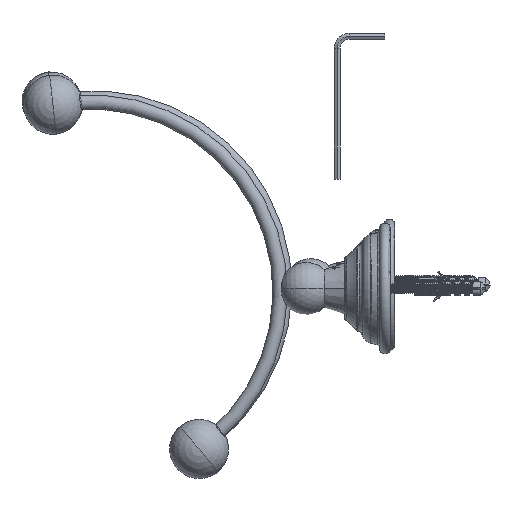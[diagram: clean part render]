
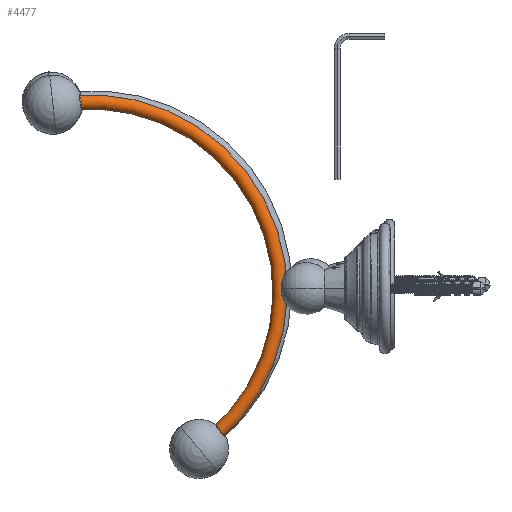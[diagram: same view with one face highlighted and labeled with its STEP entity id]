
A CAD part, left-side view. The second image highlights one B-rep face of the part: STEP entity #4477.
In plain terms, the highlighted toroidal (fillet/blend) face has major radius 80 mm and minor radius 3 mm.
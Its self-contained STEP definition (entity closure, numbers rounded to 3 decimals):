
#4359=CARTESIAN_POINT('',(-76.622,0.,-57.));
#4360=DIRECTION('',(0.288,0.,0.958));
#4361=DIRECTION('',(-0.958,0.,0.288));
#4362=AXIS2_PLACEMENT_3D('',#4359,#4360,#4361);
#4364=CARTESIAN_POINT('',(0.,0.,-80.));
#4365=DIRECTION('',(0.,1.,0.));
#4366=DIRECTION('',(-0.958,0.,0.288));
#4367=AXIS2_PLACEMENT_3D('',#4364,#4365,#4366);
#4374=CARTESIAN_POINT('',(0.,0.,-80.));
#4375=DIRECTION('',(0.,1.,0.));
#4376=DIRECTION('',(-0.958,0.,0.288));
#4377=AXIS2_PLACEMENT_3D('',#4374,#4375,#4376);
#4388=CARTESIAN_POINT('',(76.628,0.,-57.017));
#4389=DIRECTION('',(0.287,0.,-0.958));
#4390=DIRECTION('',(0.958,0.,0.287));
#4391=AXIS2_PLACEMENT_3D('',#4388,#4389,#4390);
#4411=CARTESIAN_POINT('',(-73.749,0.,-57.863));
#4412=CARTESIAN_POINT('',(-79.496,0.,-56.138));
#4413=VERTEX_POINT('',#4411);
#4414=VERTEX_POINT('',#4412);
#4415=CARTESIAN_POINT('',(73.754,0.,-57.879));
#4416=CARTESIAN_POINT('',(79.501,0.,-56.155));
#4417=VERTEX_POINT('',#4415);
#4418=VERTEX_POINT('',#4416);
#4463=CARTESIAN_POINT('',(0.,0.,-80.));
#4464=DIRECTION('',(0.,1.,0.));
#4465=DIRECTION('',(0.958,0.,-0.288));
#4466=AXIS2_PLACEMENT_3D('',#4463,#4464,#4465);
#4467=TOROIDAL_SURFACE('',#4466,80.,3.);
#4468=ORIENTED_EDGE('',*,*,#4457,.F.);
#4470=ORIENTED_EDGE('',*,*,#4469,.T.);
#4472=ORIENTED_EDGE('',*,*,#4471,.T.);
#4474=ORIENTED_EDGE('',*,*,#4473,.F.);
#4475=EDGE_LOOP('',(#4468,#4470,#4472,#4474));
#4476=FACE_OUTER_BOUND('',#4475,.F.);
#4477=ADVANCED_FACE('',(#4476),#4467,.T.);
#4363=CIRCLE('',#4362,3.);
#4368=CIRCLE('',#4367,83.);
#4378=CIRCLE('',#4377,77.);
#4392=CIRCLE('',#4391,3.);
#4457=EDGE_CURVE('',#4414,#4413,#4363,.T.);
#4469=EDGE_CURVE('',#4414,#4418,#4368,.T.);
#4471=EDGE_CURVE('',#4418,#4417,#4392,.T.);
#4473=EDGE_CURVE('',#4413,#4417,#4378,.T.);
